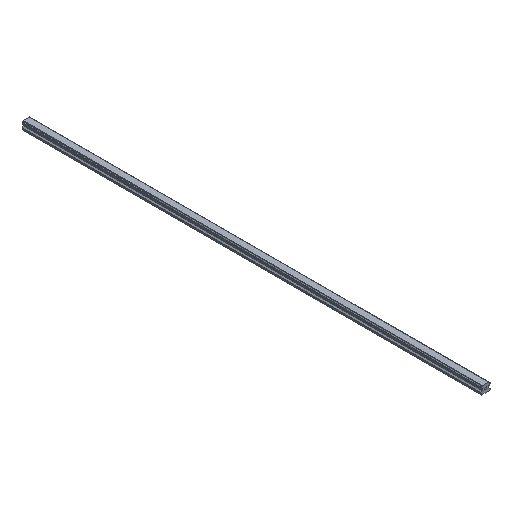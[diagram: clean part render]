
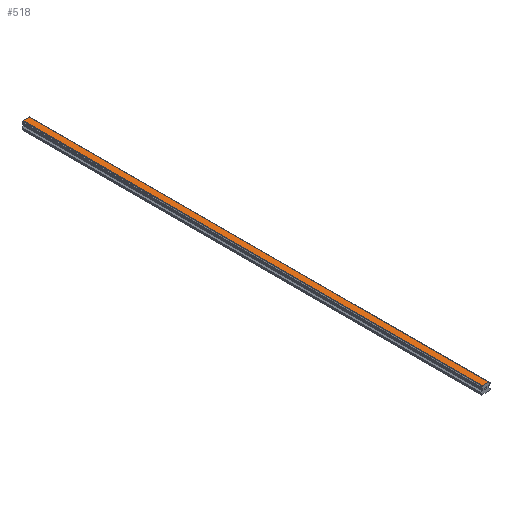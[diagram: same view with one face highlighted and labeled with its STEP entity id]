
A CAD part, isometric view. The second image highlights one B-rep face of the part: STEP entity #518.
In plain terms, the highlighted planar face has unit normal (0, 0, 1).
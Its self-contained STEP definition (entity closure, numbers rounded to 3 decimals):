
#518=ADVANCED_FACE('',(#1055),#1056,.T.);
#1055=FACE_OUTER_BOUND('',#1622,.T.);
#1056=PLANE('',#1623);
#1622=EDGE_LOOP('',(#3106,#3107,#3108,#3109));
#1623=AXIS2_PLACEMENT_3D('',#3110,#3111,#3112);
#3106=ORIENTED_EDGE('',*,*,#3768,.T.);
#3107=ORIENTED_EDGE('',*,*,#3902,.F.);
#3108=ORIENTED_EDGE('',*,*,#3638,.F.);
#3109=ORIENTED_EDGE('',*,*,#3900,.T.);
#3110=CARTESIAN_POINT('',(0.0,1040.0,17.5));
#3111=DIRECTION('',(0.0,0.0,1.0));
#3112=DIRECTION('',(-1.0,0.0,-0.0));
#3638=EDGE_CURVE('',#4451,#4453,#4454,.T.);
#3768=EDGE_CURVE('',#4668,#4666,#4669,.T.);
#3900=EDGE_CURVE('',#4451,#4668,#4819,.T.);
#3902=EDGE_CURVE('',#4453,#4666,#4821,.T.);
#4451=VERTEX_POINT('',#5565);
#4453=VERTEX_POINT('',#5568);
#4454=LINE('',#5569,#5570);
#4666=VERTEX_POINT('',#5864);
#4668=VERTEX_POINT('',#5867);
#4669=LINE('',#5868,#5869);
#4819=LINE('',#6047,#6048);
#4821=LINE('',#6050,#6051);
#5565=CARTESIAN_POINT('',(-7.231,1040.0,17.5));
#5568=CARTESIAN_POINT('',(7.231,1040.0,17.5));
#5569=CARTESIAN_POINT('',(-7.231,1040.0,17.5));
#5570=VECTOR('',#6451,1.0);
#5864=CARTESIAN_POINT('',(7.231,0.0,17.5));
#5867=CARTESIAN_POINT('',(-7.231,0.0,17.5));
#5868=CARTESIAN_POINT('',(-7.231,0.0,17.5));
#5869=VECTOR('',#6601,1.0);
#6047=CARTESIAN_POINT('',(-7.231,1040.0,17.5));
#6048=VECTOR('',#6771,1.0);
#6050=CARTESIAN_POINT('',(7.231,1040.0,17.5));
#6051=VECTOR('',#6772,1.0);
#6451=DIRECTION('',(1.0,0.0,0.0));
#6601=DIRECTION('',(1.0,0.0,0.0));
#6771=DIRECTION('',(0.0,-1.0,0.0));
#6772=DIRECTION('',(0.0,-1.0,0.0));
